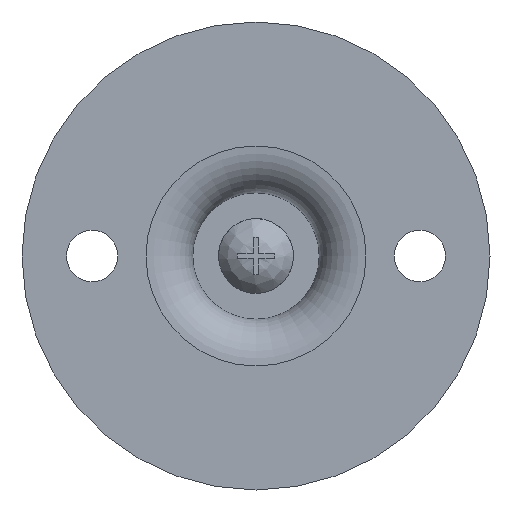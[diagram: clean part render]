
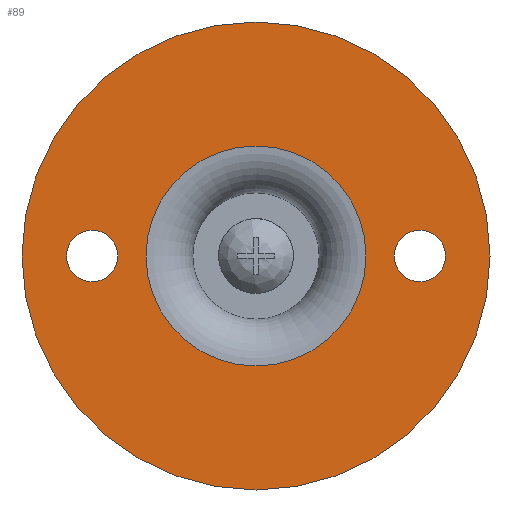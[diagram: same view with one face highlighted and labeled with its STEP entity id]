
A CAD part, front view. The second image highlights one B-rep face of the part: STEP entity #89.
In plain terms, the highlighted planar face has unit normal (0, -1, 0).
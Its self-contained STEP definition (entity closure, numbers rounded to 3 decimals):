
#89 = ADVANCED_FACE( '', ( #217, #218, #219, #220 ), #221, .F. );
#217 = FACE_BOUND( '', #384, .T. );
#218 = FACE_BOUND( '', #385, .T. );
#219 = FACE_OUTER_BOUND( '', #386, .T. );
#220 = FACE_BOUND( '', #387, .T. );
#221 = PLANE( '', #388 );
#384 = EDGE_LOOP( '', ( #610 ) );
#385 = EDGE_LOOP( '', ( #611 ) );
#386 = EDGE_LOOP( '', ( #612 ) );
#387 = EDGE_LOOP( '', ( #613 ) );
#388 = AXIS2_PLACEMENT_3D( '', #614, #615, #616 );
#610 = ORIENTED_EDGE( '', *, *, #929, .F. );
#611 = ORIENTED_EDGE( '', *, *, #948, .F. );
#612 = ORIENTED_EDGE( '', *, *, #939, .T. );
#613 = ORIENTED_EDGE( '', *, *, #927, .T. );
#614 = CARTESIAN_POINT( '', ( 25., 0., 0. ) );
#615 = DIRECTION( '', ( 0., 1., 0. ) );
#616 = DIRECTION( '', ( 0., 0., 1. ) );
#927 = EDGE_CURVE( '', #1076, #1076, #1077, .T. );
#929 = EDGE_CURVE( '', #1079, #1079, #1080, .T. );
#939 = EDGE_CURVE( '', #1096, #1096, #1097, .T. );
#948 = EDGE_CURVE( '', #1112, #1112, #1113, .F. );
#1076 = VERTEX_POINT( '', #1301 );
#1077 = CIRCLE( '', #1302, 2.75 );
#1079 = VERTEX_POINT( '', #1304 );
#1080 = CIRCLE( '', #1305, 11.75 );
#1096 = VERTEX_POINT( '', #1321 );
#1097 = CIRCLE( '', #1322, 25. );
#1112 = VERTEX_POINT( '', #1347 );
#1113 = CIRCLE( '', #1348, 2.75 );
#1301 = CARTESIAN_POINT( '', ( -14.75, 0., 0. ) );
#1302 = AXIS2_PLACEMENT_3D( '', #1670, #1671, #1672 );
#1304 = CARTESIAN_POINT( '', ( 0., 0., -11.75 ) );
#1305 = AXIS2_PLACEMENT_3D( '', #1673, #1674, #1675 );
#1321 = CARTESIAN_POINT( '', ( 0., 0., -25. ) );
#1322 = AXIS2_PLACEMENT_3D( '', #1697, #1698, #1699 );
#1347 = CARTESIAN_POINT( '', ( 17.5, 0., 2.75 ) );
#1348 = AXIS2_PLACEMENT_3D( '', #1709, #1710, #1711 );
#1670 = CARTESIAN_POINT( '', ( -17.5, 0., 0. ) );
#1671 = DIRECTION( '', ( 0., 1., 0. ) );
#1672 = DIRECTION( '', ( 1., 0., 0. ) );
#1673 = CARTESIAN_POINT( '', ( 0., 0., 0. ) );
#1674 = DIRECTION( '', ( 0., -1., 0. ) );
#1675 = DIRECTION( '', ( 0., 0., -1. ) );
#1697 = CARTESIAN_POINT( '', ( 0., 0., 0. ) );
#1698 = DIRECTION( '', ( 0., -1., 0. ) );
#1699 = DIRECTION( '', ( 0., 0., -1. ) );
#1709 = CARTESIAN_POINT( '', ( 17.5, 0., 0. ) );
#1710 = DIRECTION( '', ( 0., 1., 0. ) );
#1711 = DIRECTION( '', ( 0., 0., 1. ) );
